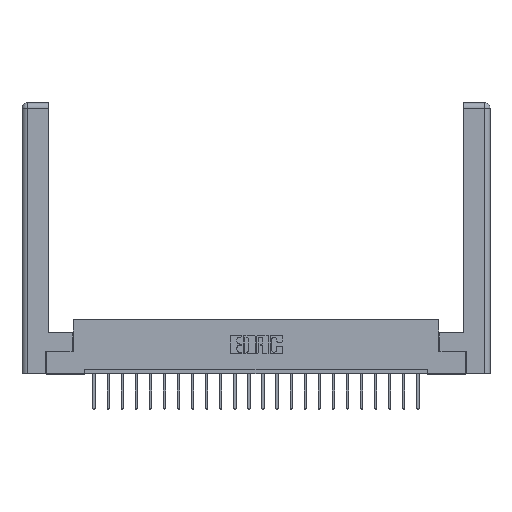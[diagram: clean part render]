
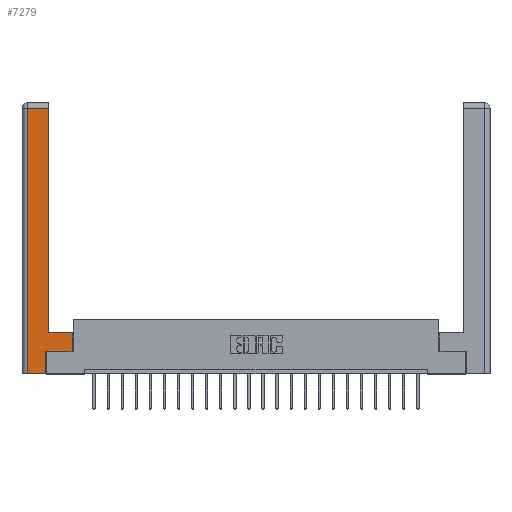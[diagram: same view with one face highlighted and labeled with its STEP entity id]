
A CAD part, top view. The second image highlights one B-rep face of the part: STEP entity #7279.
In plain terms, the highlighted planar face has unit normal (0, 0, 1).
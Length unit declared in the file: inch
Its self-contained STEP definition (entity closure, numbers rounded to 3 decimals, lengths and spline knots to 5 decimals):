
#501 = DIRECTION ( 'NONE',  ( 0., 1., 0. ) ) ;
#780 = VECTOR ( 'NONE', #10156, 39.37008 ) ;
#1055 = EDGE_CURVE ( 'NONE', #17456, #9346, #14088, .T. ) ;
#1260 = DIRECTION ( 'NONE',  ( 0., 1., 0. ) ) ;
#1657 = VERTEX_POINT ( 'NONE', #19757 ) ;
#2151 = DIRECTION ( 'NONE',  ( -1., 0., 0. ) ) ;
#2829 = VECTOR ( 'NONE', #1260, 39.37008 ) ;
#2906 = DIRECTION ( 'NONE',  ( 0., 0., -1. ) ) ;
#3020 = ORIENTED_EDGE ( 'NONE', *, *, #22388, .T. ) ;
#3562 = EDGE_CURVE ( 'NONE', #9346, #8545, #11921, .T. ) ;
#4129 = VECTOR ( 'NONE', #21540, 39.37008 ) ;
#4310 = VECTOR ( 'NONE', #2151, 39.37008 ) ;
#4988 = CARTESIAN_POINT ( 'NONE',  ( 0.0615, 0., 0. ) ) ;
#5241 = EDGE_CURVE ( 'NONE', #8608, #1657, #14221, .T. ) ;
#5424 = ORIENTED_EDGE ( 'NONE', *, *, #12320, .T. ) ;
#5464 = VECTOR ( 'NONE', #5821, 39.37008 ) ;
#5754 = CARTESIAN_POINT ( 'NONE',  ( 0.265, 0.245, 0. ) ) ;
#5821 = DIRECTION ( 'NONE',  ( 1., 0., 0. ) ) ;
#5959 = CARTESIAN_POINT ( 'NONE',  ( 0.565, 0.245, 0. ) ) ;
#6377 = CARTESIAN_POINT ( 'NONE',  ( 0.565, 0.45, 0. ) ) ;
#6563 = FACE_OUTER_BOUND ( 'NONE', #22168, .T. ) ;
#6783 = LINE ( 'NONE', #4988, #780 ) ;
#7279 = ADVANCED_FACE ( 'NONE', ( #6563 ), #13473, .F. ) ;
#7929 = CARTESIAN_POINT ( 'NONE',  ( 0.565, 0.245, 0. ) ) ;
#8259 = EDGE_CURVE ( 'NONE', #1657, #17456, #6783, .T. ) ;
#8545 = VERTEX_POINT ( 'NONE', #5754 ) ;
#8608 = VERTEX_POINT ( 'NONE', #11476 ) ;
#9106 = CARTESIAN_POINT ( 'NONE',  ( 0.0615, 0., 0. ) ) ;
#9136 = CARTESIAN_POINT ( 'NONE',  ( 0.295, 0.45, 0. ) ) ;
#9346 = VERTEX_POINT ( 'NONE', #19051 ) ;
#10027 = AXIS2_PLACEMENT_3D ( 'NONE', #13259, #2906, #13340 ) ;
#10156 = DIRECTION ( 'NONE',  ( 0., -1., 0. ) ) ;
#10587 = VERTEX_POINT ( 'NONE', #9136 ) ;
#10874 = VERTEX_POINT ( 'NONE', #15058 ) ;
#11036 = CARTESIAN_POINT ( 'NONE',  ( 0.265, 0.245, 0. ) ) ;
#11346 = VECTOR ( 'NONE', #501, 39.37008 ) ;
#11476 = CARTESIAN_POINT ( 'NONE',  ( 0.295, 2.94, 0. ) ) ;
#11497 = CARTESIAN_POINT ( 'NONE',  ( 0.295, 3., 0. ) ) ;
#11882 = ORIENTED_EDGE ( 'NONE', *, *, #15662, .T. ) ;
#11921 = LINE ( 'NONE', #11036, #11346 ) ;
#12309 = DIRECTION ( 'NONE',  ( -1., 0., 0. ) ) ;
#12320 = EDGE_CURVE ( 'NONE', #10874, #10587, #21962, .T. ) ;
#13102 = DIRECTION ( 'NONE',  ( 0., 1., 0. ) ) ;
#13259 = CARTESIAN_POINT ( 'NONE',  ( 0., 0., 0. ) ) ;
#13340 = DIRECTION ( 'NONE',  ( -1., 0., 0. ) ) ;
#13473 = PLANE ( 'NONE',  #10027 ) ;
#13695 = VERTEX_POINT ( 'NONE', #7929 ) ;
#13754 = CARTESIAN_POINT ( 'NONE',  ( 0.0615, 2.94, 0. ) ) ;
#14088 = LINE ( 'NONE', #14914, #4129 ) ;
#14221 = LINE ( 'NONE', #13754, #15875 ) ;
#14367 = LINE ( 'NONE', #5959, #5464 ) ;
#14729 = LINE ( 'NONE', #6377, #2829 ) ;
#14914 = CARTESIAN_POINT ( 'NONE',  ( 0.265, 0., 0. ) ) ;
#15058 = CARTESIAN_POINT ( 'NONE',  ( 0.565, 0.45, 0. ) ) ;
#15662 = EDGE_CURVE ( 'NONE', #8545, #13695, #14367, .T. ) ;
#15875 = VECTOR ( 'NONE', #12309, 39.37008 ) ;
#16354 = ORIENTED_EDGE ( 'NONE', *, *, #3562, .T. ) ;
#16385 = LINE ( 'NONE', #11497, #21590 ) ;
#16697 = ORIENTED_EDGE ( 'NONE', *, *, #1055, .T. ) ;
#17272 = ORIENTED_EDGE ( 'NONE', *, *, #22448, .T. ) ;
#17323 = ORIENTED_EDGE ( 'NONE', *, *, #5241, .T. ) ;
#17456 = VERTEX_POINT ( 'NONE', #9106 ) ;
#19051 = CARTESIAN_POINT ( 'NONE',  ( 0.265, 0., 0. ) ) ;
#19729 = CARTESIAN_POINT ( 'NONE',  ( 0.295, 0.45, 0. ) ) ;
#19757 = CARTESIAN_POINT ( 'NONE',  ( 0.0615, 2.94, 0. ) ) ;
#21540 = DIRECTION ( 'NONE',  ( 1., 0., 0. ) ) ;
#21590 = VECTOR ( 'NONE', #13102, 39.37008 ) ;
#21793 = ORIENTED_EDGE ( 'NONE', *, *, #8259, .T. ) ;
#21962 = LINE ( 'NONE', #19729, #4310 ) ;
#22168 = EDGE_LOOP ( 'NONE', ( #3020, #17323, #21793, #16697, #16354, #11882, #17272, #5424 ) ) ;
#22388 = EDGE_CURVE ( 'NONE', #10587, #8608, #16385, .T. ) ;
#22448 = EDGE_CURVE ( 'NONE', #13695, #10874, #14729, .T. ) ;
